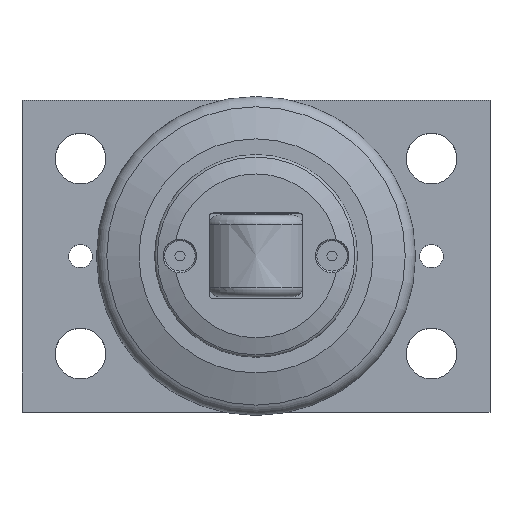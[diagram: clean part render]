
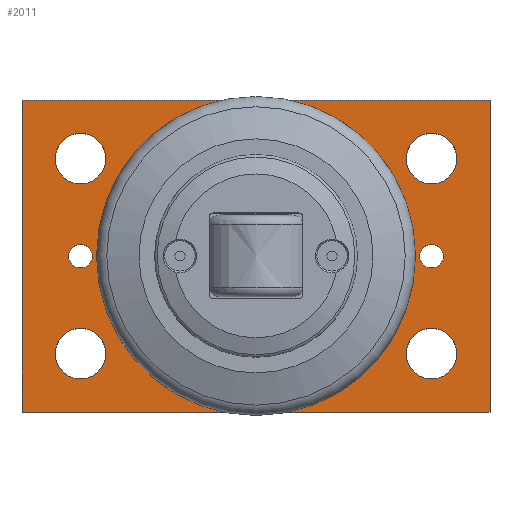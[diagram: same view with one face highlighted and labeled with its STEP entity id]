
A CAD part, top view. The second image highlights one B-rep face of the part: STEP entity #2011.
In plain terms, the highlighted planar face has unit normal (0, 0, 1).
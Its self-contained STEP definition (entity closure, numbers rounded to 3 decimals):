
#63=FACE_BOUND('',#376,.T.);
#64=FACE_BOUND('',#377,.T.);
#65=FACE_BOUND('',#378,.T.);
#66=FACE_BOUND('',#379,.T.);
#67=FACE_BOUND('',#380,.T.);
#68=FACE_BOUND('',#381,.T.);
#69=FACE_BOUND('',#382,.T.);
#70=FACE_BOUND('',#383,.T.);
#71=FACE_BOUND('',#384,.T.);
#72=FACE_BOUND('',#385,.T.);
#73=FACE_BOUND('',#386,.T.);
#126=PLANE('',#2272);
#241=FACE_OUTER_BOUND('',#375,.T.);
#375=EDGE_LOOP('',(#1849,#1850,#1851,#1852));
#376=EDGE_LOOP('',(#1853));
#377=EDGE_LOOP('',(#1854,#1855));
#378=EDGE_LOOP('',(#1856,#1857));
#379=EDGE_LOOP('',(#1858,#1859));
#380=EDGE_LOOP('',(#1860,#1861));
#381=EDGE_LOOP('',(#1862));
#382=EDGE_LOOP('',(#1863));
#383=EDGE_LOOP('',(#1864));
#384=EDGE_LOOP('',(#1865));
#385=EDGE_LOOP('',(#1866));
#386=EDGE_LOOP('',(#1867));
#518=LINE('',#3578,#661);
#522=LINE('',#3586,#665);
#525=LINE('',#3592,#668);
#528=LINE('',#3597,#671);
#661=VECTOR('',#2874,10.);
#665=VECTOR('',#2880,10.);
#668=VECTOR('',#2885,10.);
#671=VECTOR('',#2890,10.);
#778=CIRCLE('',#2229,26.5);
#780=CIRCLE('',#2233,5.053);
#781=CIRCLE('',#2234,5.053);
#783=CIRCLE('',#2237,5.053);
#784=CIRCLE('',#2238,5.053);
#786=CIRCLE('',#2241,5.053);
#787=CIRCLE('',#2242,5.053);
#789=CIRCLE('',#2245,5.053);
#790=CIRCLE('',#2246,5.053);
#792=CIRCLE('',#2249,6.5);
#794=CIRCLE('',#2252,6.5);
#796=CIRCLE('',#2255,6.5);
#798=CIRCLE('',#2258,6.5);
#800=CIRCLE('',#2261,3.);
#802=CIRCLE('',#2264,3.);
#967=VERTEX_POINT('',#3501);
#969=VERTEX_POINT('',#3508);
#970=VERTEX_POINT('',#3509);
#972=VERTEX_POINT('',#3516);
#973=VERTEX_POINT('',#3517);
#975=VERTEX_POINT('',#3524);
#976=VERTEX_POINT('',#3525);
#978=VERTEX_POINT('',#3532);
#979=VERTEX_POINT('',#3533);
#981=VERTEX_POINT('',#3540);
#983=VERTEX_POINT('',#3546);
#985=VERTEX_POINT('',#3552);
#987=VERTEX_POINT('',#3558);
#989=VERTEX_POINT('',#3564);
#991=VERTEX_POINT('',#3570);
#993=VERTEX_POINT('',#3576);
#994=VERTEX_POINT('',#3577);
#997=VERTEX_POINT('',#3585);
#999=VERTEX_POINT('',#3591);
#1242=EDGE_CURVE('',#967,#967,#778,.T.);
#1244=EDGE_CURVE('',#969,#970,#780,.T.);
#1245=EDGE_CURVE('',#970,#969,#781,.T.);
#1248=EDGE_CURVE('',#972,#973,#783,.T.);
#1249=EDGE_CURVE('',#973,#972,#784,.T.);
#1252=EDGE_CURVE('',#975,#976,#786,.T.);
#1253=EDGE_CURVE('',#976,#975,#787,.T.);
#1256=EDGE_CURVE('',#978,#979,#789,.T.);
#1257=EDGE_CURVE('',#979,#978,#790,.T.);
#1260=EDGE_CURVE('',#981,#981,#792,.T.);
#1263=EDGE_CURVE('',#983,#983,#794,.T.);
#1266=EDGE_CURVE('',#985,#985,#796,.T.);
#1269=EDGE_CURVE('',#987,#987,#798,.T.);
#1272=EDGE_CURVE('',#989,#989,#800,.T.);
#1275=EDGE_CURVE('',#991,#991,#802,.T.);
#1278=EDGE_CURVE('',#993,#994,#518,.T.);
#1282=EDGE_CURVE('',#994,#997,#522,.T.);
#1285=EDGE_CURVE('',#997,#999,#525,.T.);
#1288=EDGE_CURVE('',#999,#993,#528,.T.);
#1849=ORIENTED_EDGE('',*,*,#1278,.F.);
#1850=ORIENTED_EDGE('',*,*,#1288,.F.);
#1851=ORIENTED_EDGE('',*,*,#1285,.F.);
#1852=ORIENTED_EDGE('',*,*,#1282,.F.);
#1853=ORIENTED_EDGE('',*,*,#1242,.T.);
#1854=ORIENTED_EDGE('',*,*,#1244,.T.);
#1855=ORIENTED_EDGE('',*,*,#1245,.T.);
#1856=ORIENTED_EDGE('',*,*,#1248,.T.);
#1857=ORIENTED_EDGE('',*,*,#1249,.T.);
#1858=ORIENTED_EDGE('',*,*,#1252,.T.);
#1859=ORIENTED_EDGE('',*,*,#1253,.T.);
#1860=ORIENTED_EDGE('',*,*,#1256,.T.);
#1861=ORIENTED_EDGE('',*,*,#1257,.T.);
#1862=ORIENTED_EDGE('',*,*,#1260,.T.);
#1863=ORIENTED_EDGE('',*,*,#1263,.T.);
#1864=ORIENTED_EDGE('',*,*,#1266,.T.);
#1865=ORIENTED_EDGE('',*,*,#1269,.T.);
#1866=ORIENTED_EDGE('',*,*,#1272,.T.);
#1867=ORIENTED_EDGE('',*,*,#1275,.T.);
#2011=ADVANCED_FACE('',(#241,#63,#64,#65,#66,#67,#68,#69,#70,#71,#72,#73),
#126,.T.);
#2229=AXIS2_PLACEMENT_3D('',#3503,#2788,#2789);
#2233=AXIS2_PLACEMENT_3D('',#3510,#2796,#2797);
#2234=AXIS2_PLACEMENT_3D('',#3511,#2798,#2799);
#2237=AXIS2_PLACEMENT_3D('',#3518,#2805,#2806);
#2238=AXIS2_PLACEMENT_3D('',#3519,#2807,#2808);
#2241=AXIS2_PLACEMENT_3D('',#3526,#2814,#2815);
#2242=AXIS2_PLACEMENT_3D('',#3527,#2816,#2817);
#2245=AXIS2_PLACEMENT_3D('',#3534,#2823,#2824);
#2246=AXIS2_PLACEMENT_3D('',#3535,#2825,#2826);
#2249=AXIS2_PLACEMENT_3D('',#3541,#2832,#2833);
#2252=AXIS2_PLACEMENT_3D('',#3547,#2839,#2840);
#2255=AXIS2_PLACEMENT_3D('',#3553,#2846,#2847);
#2258=AXIS2_PLACEMENT_3D('',#3559,#2853,#2854);
#2261=AXIS2_PLACEMENT_3D('',#3565,#2860,#2861);
#2264=AXIS2_PLACEMENT_3D('',#3571,#2867,#2868);
#2272=AXIS2_PLACEMENT_3D('',#3602,#2896,#2897);
#2788=DIRECTION('center_axis',(0.,0.,-1.));
#2789=DIRECTION('ref_axis',(-1.,0.,0.));
#2796=DIRECTION('center_axis',(0.,0.,-1.));
#2797=DIRECTION('ref_axis',(1.,0.,0.));
#2798=DIRECTION('center_axis',(0.,0.,-1.));
#2799=DIRECTION('ref_axis',(1.,0.,0.));
#2805=DIRECTION('center_axis',(0.,0.,-1.));
#2806=DIRECTION('ref_axis',(1.,0.,0.));
#2807=DIRECTION('center_axis',(0.,0.,-1.));
#2808=DIRECTION('ref_axis',(1.,0.,0.));
#2814=DIRECTION('center_axis',(0.,0.,-1.));
#2815=DIRECTION('ref_axis',(1.,0.,0.));
#2816=DIRECTION('center_axis',(0.,0.,-1.));
#2817=DIRECTION('ref_axis',(1.,0.,0.));
#2823=DIRECTION('center_axis',(0.,0.,-1.));
#2824=DIRECTION('ref_axis',(1.,0.,0.));
#2825=DIRECTION('center_axis',(0.,0.,-1.));
#2826=DIRECTION('ref_axis',(1.,0.,0.));
#2832=DIRECTION('center_axis',(0.,0.,-1.));
#2833=DIRECTION('ref_axis',(-1.,0.,0.));
#2839=DIRECTION('center_axis',(0.,0.,-1.));
#2840=DIRECTION('ref_axis',(-1.,0.,0.));
#2846=DIRECTION('center_axis',(0.,0.,-1.));
#2847=DIRECTION('ref_axis',(-1.,0.,0.));
#2853=DIRECTION('center_axis',(0.,0.,-1.));
#2854=DIRECTION('ref_axis',(-1.,0.,0.));
#2860=DIRECTION('center_axis',(0.,0.,-1.));
#2861=DIRECTION('ref_axis',(-1.,0.,0.));
#2867=DIRECTION('center_axis',(0.,0.,-1.));
#2868=DIRECTION('ref_axis',(-1.,0.,0.));
#2874=DIRECTION('',(0.,1.,0.));
#2880=DIRECTION('',(1.,0.,0.));
#2885=DIRECTION('',(0.,-1.,0.));
#2890=DIRECTION('',(-1.,0.,0.));
#2896=DIRECTION('center_axis',(0.,0.,1.));
#2897=DIRECTION('ref_axis',(1.,0.,0.));
#3501=CARTESIAN_POINT('',(86.5,40.,15.));
#3503=CARTESIAN_POINT('Origin',(60.,40.,15.));
#3508=CARTESIAN_POINT('',(40.053,15.,15.));
#3509=CARTESIAN_POINT('',(29.947,15.,15.));
#3510=CARTESIAN_POINT('Origin',(35.,15.,15.));
#3511=CARTESIAN_POINT('Origin',(35.,15.,15.));
#3516=CARTESIAN_POINT('',(90.053,15.,15.));
#3517=CARTESIAN_POINT('',(79.947,15.,15.));
#3518=CARTESIAN_POINT('Origin',(85.,15.,15.));
#3519=CARTESIAN_POINT('Origin',(85.,15.,15.));
#3524=CARTESIAN_POINT('',(90.053,65.,15.));
#3525=CARTESIAN_POINT('',(79.947,65.,15.));
#3526=CARTESIAN_POINT('Origin',(85.,65.,15.));
#3527=CARTESIAN_POINT('Origin',(85.,65.,15.));
#3532=CARTESIAN_POINT('',(40.053,65.,15.));
#3533=CARTESIAN_POINT('',(29.947,65.,15.));
#3534=CARTESIAN_POINT('Origin',(35.,65.,15.));
#3535=CARTESIAN_POINT('Origin',(35.,65.,15.));
#3540=CARTESIAN_POINT('',(21.5,15.,15.));
#3541=CARTESIAN_POINT('Origin',(15.,15.,15.));
#3546=CARTESIAN_POINT('',(21.5,65.,15.));
#3547=CARTESIAN_POINT('Origin',(15.,65.,15.));
#3552=CARTESIAN_POINT('',(111.5,15.,15.));
#3553=CARTESIAN_POINT('Origin',(105.,15.,15.));
#3558=CARTESIAN_POINT('',(111.5,65.,15.));
#3559=CARTESIAN_POINT('Origin',(105.,65.,15.));
#3564=CARTESIAN_POINT('',(108.,40.,15.));
#3565=CARTESIAN_POINT('Origin',(105.,40.,15.));
#3570=CARTESIAN_POINT('',(18.,40.,15.));
#3571=CARTESIAN_POINT('Origin',(15.,40.,15.));
#3576=CARTESIAN_POINT('',(0.,0.,15.));
#3577=CARTESIAN_POINT('',(0.,80.,15.));
#3578=CARTESIAN_POINT('',(0.,80.,15.));
#3585=CARTESIAN_POINT('',(120.,80.,15.));
#3586=CARTESIAN_POINT('',(120.,80.,15.));
#3591=CARTESIAN_POINT('',(120.,0.,15.));
#3592=CARTESIAN_POINT('',(120.,0.,15.));
#3597=CARTESIAN_POINT('',(0.,0.,15.));
#3602=CARTESIAN_POINT('Origin',(60.,40.,15.));
